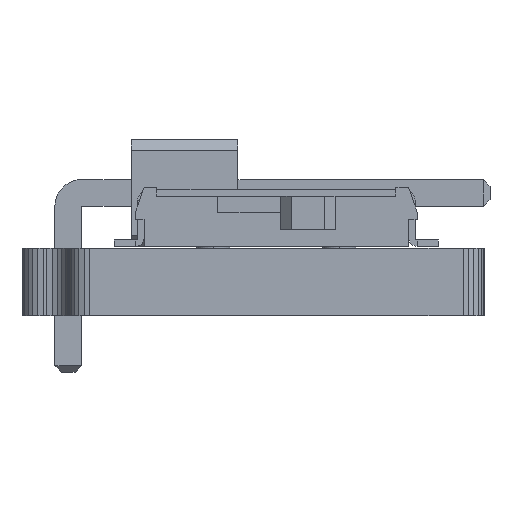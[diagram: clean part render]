
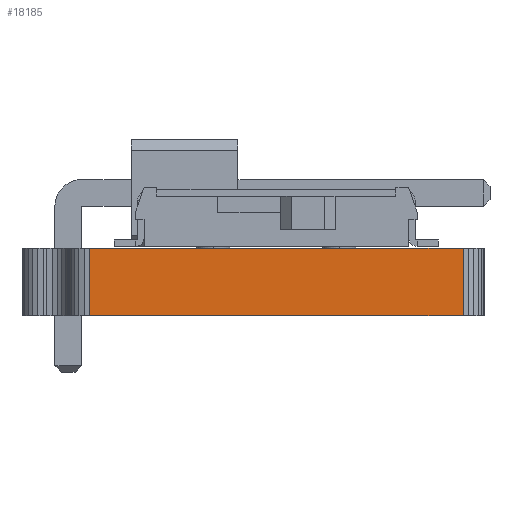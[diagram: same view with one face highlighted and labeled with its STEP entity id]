
A CAD part, left-side view. The second image highlights one B-rep face of the part: STEP entity #18185.
In plain terms, the highlighted planar face has unit normal (-1, 0, 0).
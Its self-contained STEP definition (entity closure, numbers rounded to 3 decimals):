
#13280 = PLANE('',#13281);
#13281 = AXIS2_PLACEMENT_3D('',#13282,#13283,#13284);
#13282 = CARTESIAN_POINT('',(64.9,-19.289,1.6));
#13283 = DIRECTION('',(-0.,-0.,-1.));
#13284 = DIRECTION('',(-1.,0.,0.));
#13334 = PLANE('',#13335);
#13335 = AXIS2_PLACEMENT_3D('',#13336,#13337,#13338);
#13336 = CARTESIAN_POINT('',(64.9,-19.289,0.));
#13337 = DIRECTION('',(-0.,-0.,-1.));
#13338 = DIRECTION('',(-1.,0.,0.));
#14826 = VERTEX_POINT('',#14827);
#14827 = CARTESIAN_POINT('',(59.682,-24.102,0.));
#14841 = PLANE('',#14842);
#14842 = AXIS2_PLACEMENT_3D('',#14843,#14844,#14845);
#14843 = CARTESIAN_POINT('',(59.699,-24.233,0.));
#14844 = DIRECTION('',(-0.991,-0.131,0.));
#14845 = DIRECTION('',(-0.131,0.991,0.));
#14853 = EDGE_CURVE('',#14826,#14854,#14856,.T.);
#14854 = VERTEX_POINT('',#14855);
#14855 = CARTESIAN_POINT('',(59.682,-15.212,0.));
#14856 = SURFACE_CURVE('',#14857,(#14861,#14868),.PCURVE_S1.);
#14857 = LINE('',#14858,#14859);
#14858 = CARTESIAN_POINT('',(59.682,-24.102,0.));
#14859 = VECTOR('',#14860,1.);
#14860 = DIRECTION('',(0.,1.,0.));
#14861 = PCURVE('',#13334,#14862);
#14862 = DEFINITIONAL_REPRESENTATION('',(#14863),#14867);
#14863 = LINE('',#14864,#14865);
#14864 = CARTESIAN_POINT('',(5.218,-4.813));
#14865 = VECTOR('',#14866,1.);
#14866 = DIRECTION('',(0.,1.));
#14867 = ( GEOMETRIC_REPRESENTATION_CONTEXT(2) 
PARAMETRIC_REPRESENTATION_CONTEXT() REPRESENTATION_CONTEXT('2D SPACE',''
  ) );
#14868 = PCURVE('',#14869,#14874);
#14869 = PLANE('',#14870);
#14870 = AXIS2_PLACEMENT_3D('',#14871,#14872,#14873);
#14871 = CARTESIAN_POINT('',(59.682,-24.102,0.));
#14872 = DIRECTION('',(-1.,0.,0.));
#14873 = DIRECTION('',(0.,1.,0.));
#14874 = DEFINITIONAL_REPRESENTATION('',(#14875),#14879);
#14875 = LINE('',#14876,#14877);
#14876 = CARTESIAN_POINT('',(0.,0.));
#14877 = VECTOR('',#14878,1.);
#14878 = DIRECTION('',(1.,0.));
#14879 = ( GEOMETRIC_REPRESENTATION_CONTEXT(2) 
PARAMETRIC_REPRESENTATION_CONTEXT() REPRESENTATION_CONTEXT('2D SPACE',''
  ) );
#14897 = PLANE('',#14898);
#14898 = AXIS2_PLACEMENT_3D('',#14899,#14900,#14901);
#14899 = CARTESIAN_POINT('',(59.682,-15.212,0.));
#14900 = DIRECTION('',(-0.991,0.131,0.));
#14901 = DIRECTION('',(0.131,0.991,0.));
#16794 = VERTEX_POINT('',#16795);
#16795 = CARTESIAN_POINT('',(59.682,-24.102,1.6));
#16816 = EDGE_CURVE('',#16794,#16817,#16819,.T.);
#16817 = VERTEX_POINT('',#16818);
#16818 = CARTESIAN_POINT('',(59.682,-15.212,1.6));
#16819 = SURFACE_CURVE('',#16820,(#16824,#16831),.PCURVE_S1.);
#16820 = LINE('',#16821,#16822);
#16821 = CARTESIAN_POINT('',(59.682,-24.102,1.6));
#16822 = VECTOR('',#16823,1.);
#16823 = DIRECTION('',(0.,1.,0.));
#16824 = PCURVE('',#13280,#16825);
#16825 = DEFINITIONAL_REPRESENTATION('',(#16826),#16830);
#16826 = LINE('',#16827,#16828);
#16827 = CARTESIAN_POINT('',(5.218,-4.813));
#16828 = VECTOR('',#16829,1.);
#16829 = DIRECTION('',(0.,1.));
#16830 = ( GEOMETRIC_REPRESENTATION_CONTEXT(2) 
PARAMETRIC_REPRESENTATION_CONTEXT() REPRESENTATION_CONTEXT('2D SPACE',''
  ) );
#16831 = PCURVE('',#14869,#16832);
#16832 = DEFINITIONAL_REPRESENTATION('',(#16833),#16837);
#16833 = LINE('',#16834,#16835);
#16834 = CARTESIAN_POINT('',(0.,-1.6));
#16835 = VECTOR('',#16836,1.);
#16836 = DIRECTION('',(1.,0.));
#16837 = ( GEOMETRIC_REPRESENTATION_CONTEXT(2) 
PARAMETRIC_REPRESENTATION_CONTEXT() REPRESENTATION_CONTEXT('2D SPACE',''
  ) );
#18162 = EDGE_CURVE('',#14854,#16817,#18163,.T.);
#18163 = SURFACE_CURVE('',#18164,(#18168,#18175),.PCURVE_S1.);
#18164 = LINE('',#18165,#18166);
#18165 = CARTESIAN_POINT('',(59.682,-15.212,0.));
#18166 = VECTOR('',#18167,1.);
#18167 = DIRECTION('',(0.,0.,1.));
#18168 = PCURVE('',#14897,#18169);
#18169 = DEFINITIONAL_REPRESENTATION('',(#18170),#18174);
#18170 = LINE('',#18171,#18172);
#18171 = CARTESIAN_POINT('',(0.,0.));
#18172 = VECTOR('',#18173,1.);
#18173 = DIRECTION('',(0.,-1.));
#18174 = ( GEOMETRIC_REPRESENTATION_CONTEXT(2) 
PARAMETRIC_REPRESENTATION_CONTEXT() REPRESENTATION_CONTEXT('2D SPACE',''
  ) );
#18175 = PCURVE('',#14869,#18176);
#18176 = DEFINITIONAL_REPRESENTATION('',(#18177),#18181);
#18177 = LINE('',#18178,#18179);
#18178 = CARTESIAN_POINT('',(8.89,0.));
#18179 = VECTOR('',#18180,1.);
#18180 = DIRECTION('',(0.,-1.));
#18181 = ( GEOMETRIC_REPRESENTATION_CONTEXT(2) 
PARAMETRIC_REPRESENTATION_CONTEXT() REPRESENTATION_CONTEXT('2D SPACE',''
  ) );
#18185 = ADVANCED_FACE('',(#18186),#14869,.T.);
#18186 = FACE_BOUND('',#18187,.T.);
#18187 = EDGE_LOOP('',(#18188,#18209,#18210,#18211));
#18188 = ORIENTED_EDGE('',*,*,#18189,.T.);
#18189 = EDGE_CURVE('',#14826,#16794,#18190,.T.);
#18190 = SURFACE_CURVE('',#18191,(#18195,#18202),.PCURVE_S1.);
#18191 = LINE('',#18192,#18193);
#18192 = CARTESIAN_POINT('',(59.682,-24.102,0.));
#18193 = VECTOR('',#18194,1.);
#18194 = DIRECTION('',(0.,0.,1.));
#18195 = PCURVE('',#14869,#18196);
#18196 = DEFINITIONAL_REPRESENTATION('',(#18197),#18201);
#18197 = LINE('',#18198,#18199);
#18198 = CARTESIAN_POINT('',(0.,0.));
#18199 = VECTOR('',#18200,1.);
#18200 = DIRECTION('',(0.,-1.));
#18201 = ( GEOMETRIC_REPRESENTATION_CONTEXT(2) 
PARAMETRIC_REPRESENTATION_CONTEXT() REPRESENTATION_CONTEXT('2D SPACE',''
  ) );
#18202 = PCURVE('',#14841,#18203);
#18203 = DEFINITIONAL_REPRESENTATION('',(#18204),#18208);
#18204 = LINE('',#18205,#18206);
#18205 = CARTESIAN_POINT('',(0.133,0.));
#18206 = VECTOR('',#18207,1.);
#18207 = DIRECTION('',(0.,-1.));
#18208 = ( GEOMETRIC_REPRESENTATION_CONTEXT(2) 
PARAMETRIC_REPRESENTATION_CONTEXT() REPRESENTATION_CONTEXT('2D SPACE',''
  ) );
#18209 = ORIENTED_EDGE('',*,*,#16816,.T.);
#18210 = ORIENTED_EDGE('',*,*,#18162,.F.);
#18211 = ORIENTED_EDGE('',*,*,#14853,.F.);
